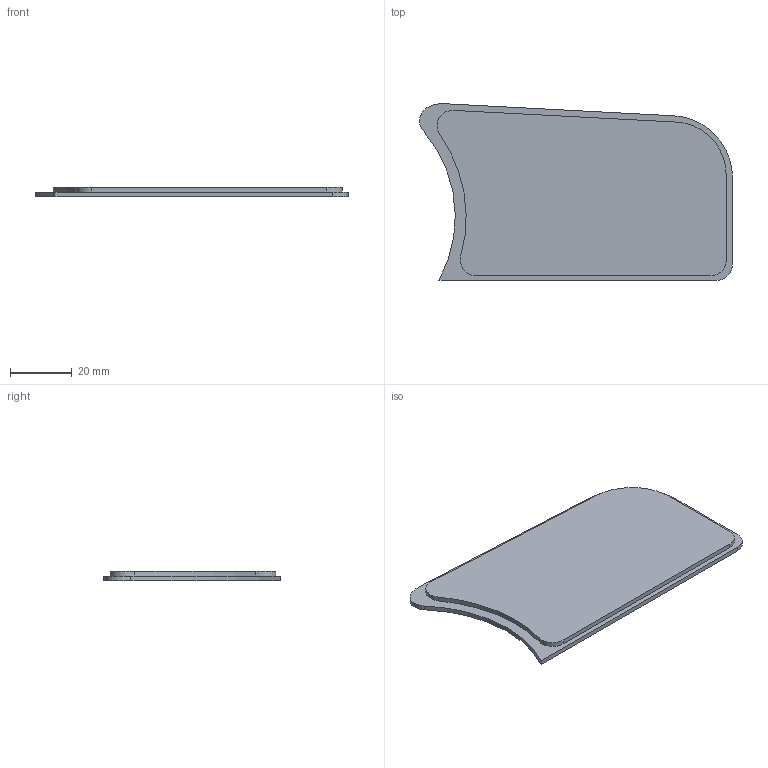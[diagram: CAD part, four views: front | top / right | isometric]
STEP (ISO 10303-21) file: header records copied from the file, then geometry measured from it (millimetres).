
FILE_DESCRIPTION(('CATIA V5 STEP Exchange'),'2;1');
FILE_NAME('Scheibe.stp','2012-01-25T21:32:40+00:00',('none'),('none'),'CATIA Version 5 Release 19 SP 9 (IN-10)','CATIA V5 STEP AP203','none');
FILE_SCHEMA(('CONFIG_CONTROL_DESIGN'));
Length unit declared in the file: millimetre
Products named in the file (1): Part2
Bounding box: 101.03 x 57.06 x 3 mm (x, y, z)
Volume: 14086.7 mm3; surface area: 10882.2 mm2
Topology: 1 solids, 1 shells, 20 faces, 51 edges, 34 vertices
Faces by surface type: plane 10, cylinder 10
Entity records: 632 total; most frequent: CARTESIAN_POINT 105, ORIENTED_EDGE 102, DIRECTION 89, EDGE_CURVE 51, AXIS2_PLACEMENT_3D 40, VERTEX_POINT 34, VECTOR 31, LINE 31
